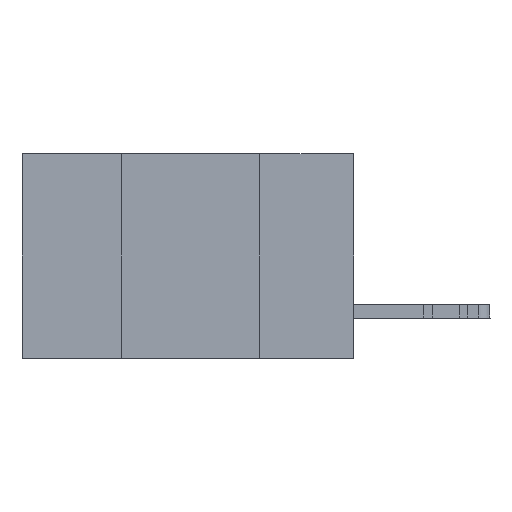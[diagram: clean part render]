
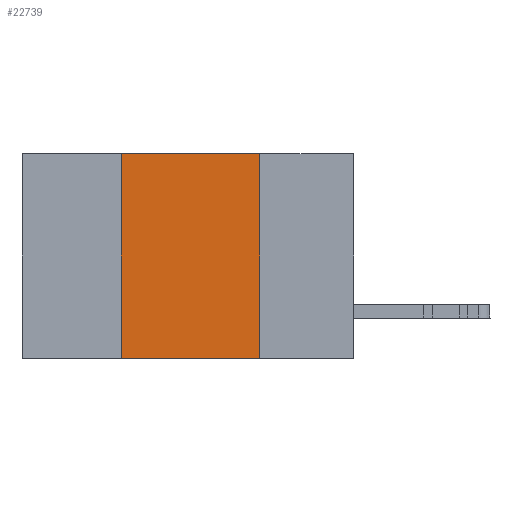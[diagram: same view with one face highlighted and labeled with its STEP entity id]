
A CAD part, left-side view. The second image highlights one B-rep face of the part: STEP entity #22739.
In plain terms, the highlighted planar face has unit normal (-1, 0, 0).
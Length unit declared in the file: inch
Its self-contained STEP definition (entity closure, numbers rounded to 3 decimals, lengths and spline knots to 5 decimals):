
#115 = LINE ( 'NONE', #39497, #14014 ) ;
#2308 = DIRECTION ( 'NONE',  ( 0., 0., -1. ) ) ;
#4061 = VECTOR ( 'NONE', #39160, 39.37008 ) ;
#4150 = CARTESIAN_POINT ( 'NONE',  ( 0., 0.17, 0. ) ) ;
#5696 = EDGE_CURVE ( 'NONE', #31225, #12619, #21398, .T. ) ;
#6408 = ORIENTED_EDGE ( 'NONE', *, *, #5696, .F. ) ;
#8971 = CARTESIAN_POINT ( 'NONE',  ( 0., 0.42, 0. ) ) ;
#11393 = VECTOR ( 'NONE', #40452, 39.37008 ) ;
#11943 = EDGE_LOOP ( 'NONE', ( #19869, #6408, #23555, #18058 ) ) ;
#12619 = VERTEX_POINT ( 'NONE', #4150 ) ;
#14014 = VECTOR ( 'NONE', #43342, 39.37008 ) ;
#16655 = CARTESIAN_POINT ( 'NONE',  ( 0., 0.6, -0.37 ) ) ;
#18058 = ORIENTED_EDGE ( 'NONE', *, *, #40640, .T. ) ;
#18541 = VERTEX_POINT ( 'NONE', #27027 ) ;
#18908 = EDGE_CURVE ( 'NONE', #12619, #18541, #19139, .T. ) ;
#19139 = LINE ( 'NONE', #26663, #35776 ) ;
#19869 = ORIENTED_EDGE ( 'NONE', *, *, #18908, .F. ) ;
#21398 = LINE ( 'NONE', #29063, #4061 ) ;
#22553 = DIRECTION ( 'NONE',  ( 0., 0., -1. ) ) ;
#22739 = ADVANCED_FACE ( 'NONE', ( #29849 ), #43547, .F. ) ;
#23555 = ORIENTED_EDGE ( 'NONE', *, *, #29287, .F. ) ;
#26663 = CARTESIAN_POINT ( 'NONE',  ( 0., 0.17, 0. ) ) ;
#27027 = CARTESIAN_POINT ( 'NONE',  ( 0., 0.17, -0.37 ) ) ;
#29063 = CARTESIAN_POINT ( 'NONE',  ( 0., 0.6, 0. ) ) ;
#29287 = EDGE_CURVE ( 'NONE', #36295, #31225, #115, .T. ) ;
#29751 = LINE ( 'NONE', #16655, #11393 ) ;
#29849 = FACE_OUTER_BOUND ( 'NONE', #11943, .T. ) ;
#31225 = VERTEX_POINT ( 'NONE', #8971 ) ;
#33262 = DIRECTION ( 'NONE',  ( 1., 0., 0. ) ) ;
#35776 = VECTOR ( 'NONE', #2308, 39.37008 ) ;
#36295 = VERTEX_POINT ( 'NONE', #42751 ) ;
#36629 = CARTESIAN_POINT ( 'NONE',  ( 0., 0.6, 0. ) ) ;
#37970 = AXIS2_PLACEMENT_3D ( 'NONE', #36629, #33262, #22553 ) ;
#39160 = DIRECTION ( 'NONE',  ( 0., -1., 0. ) ) ;
#39497 = CARTESIAN_POINT ( 'NONE',  ( 0., 0.42, 0. ) ) ;
#40452 = DIRECTION ( 'NONE',  ( 0., -1., 0. ) ) ;
#40640 = EDGE_CURVE ( 'NONE', #36295, #18541, #29751, .T. ) ;
#42751 = CARTESIAN_POINT ( 'NONE',  ( 0., 0.42, -0.37 ) ) ;
#43342 = DIRECTION ( 'NONE',  ( 0., 0., 1. ) ) ;
#43547 = PLANE ( 'NONE',  #37970 ) ;
